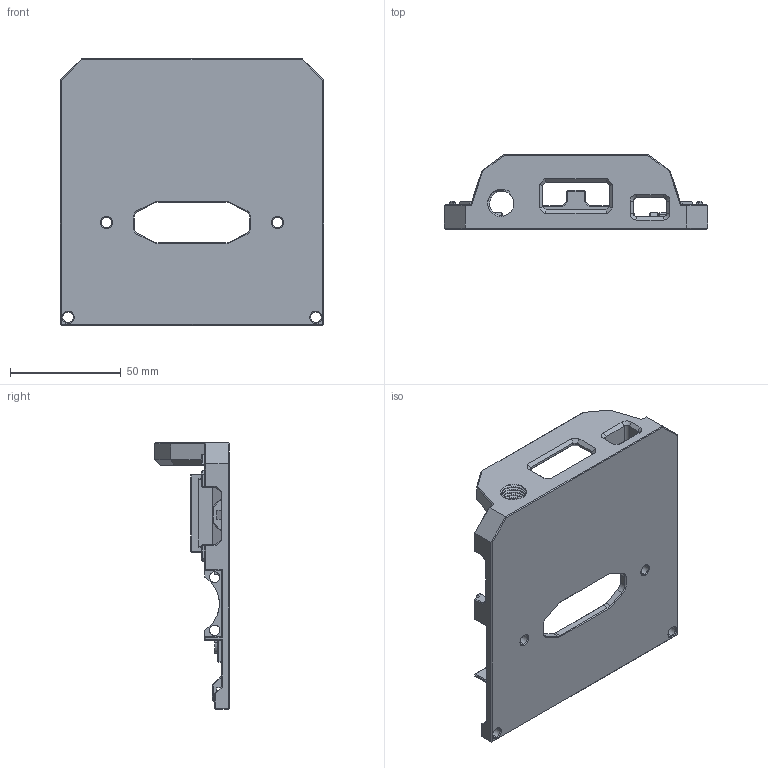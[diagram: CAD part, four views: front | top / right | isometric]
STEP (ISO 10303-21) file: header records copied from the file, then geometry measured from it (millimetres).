
FILE_DESCRIPTION (( 'STEP AP214' ), '1' );
FILE_NAME ('Birdsnest_Fannypack_Base_Micron_Rev0.STEP', '2024-08-18T15:04:31', ( '' ), ( '' ), 'SwSTEP 2.0', 'SolidWorks 2024', '' );
FILE_SCHEMA (( 'AUTOMOTIVE_DESIGN' ));
Length unit declared in the file: millimetre
Products named in the file (1): Birdsnest_Fannypack_Base_Micron_Rev0
Bounding box: 118.8 x 33.6 x 120 mm (x, y, z)
Volume: 75780.1 mm3; surface area: 40729.6 mm2
Topology: 1 solids, 1 shells, 793 faces, 1977 edges, 1183 vertices
Faces by surface type: plane 647, cone 68, cylinder 67, bspline 11
Entity records: 24790 total; most frequent: CARTESIAN_POINT 6151, ORIENTED_EDGE 3954, DIRECTION 3637, EDGE_CURVE 1977, VECTOR 1717, LINE 1717, VERTEX_POINT 1183, AXIS2_PLACEMENT_3D 960
